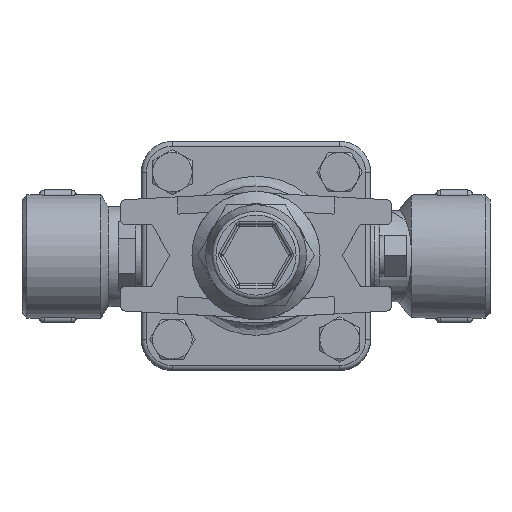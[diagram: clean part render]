
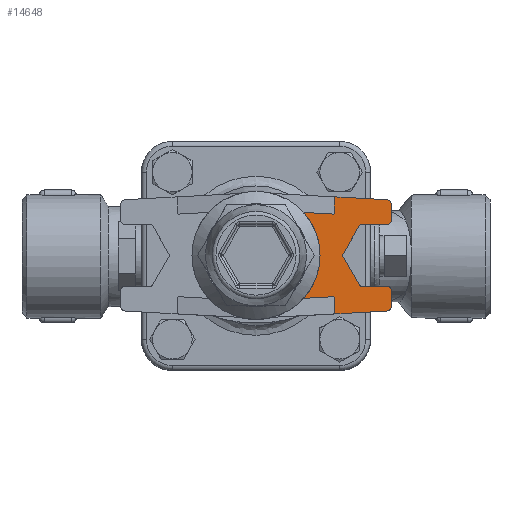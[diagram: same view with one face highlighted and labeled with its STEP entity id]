
A CAD part, top view. The second image highlights one B-rep face of the part: STEP entity #14648.
In plain terms, the highlighted planar face has unit normal (0, 0, 1).
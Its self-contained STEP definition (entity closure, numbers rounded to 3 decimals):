
#11663=CARTESIAN_POINT('',(19.285,-17.438,299.5));
#11664=VERTEX_POINT('',#11663);
#11671=CARTESIAN_POINT('',(19.285,17.438,299.5));
#11672=VERTEX_POINT('',#11671);
#11673=CARTESIAN_POINT('',(0.0,0.0,299.5));
#11674=DIRECTION('',(0.0,0.0,1.0));
#11675=DIRECTION('',(-1.0,0.0,0.0));
#11676=AXIS2_PLACEMENT_3D('',#11673,#11674,#11675);
#11677=CIRCLE('',#11676,26.0);
#11678=EDGE_CURVE('',#11664,#11672,#11677,.T.);
#14188=CARTESIAN_POINT('',(41.928,-12.,299.5));
#14189=VERTEX_POINT('',#14188);
#14190=CARTESIAN_POINT('',(42.794,-12.5,299.5));
#14191=VERTEX_POINT('',#14190);
#14192=CARTESIAN_POINT('',(42.794,-11.5,299.5));
#14193=DIRECTION('',(0.0,0.0,1.0));
#14194=DIRECTION('',(-0.5,-0.866,0.0));
#14195=AXIS2_PLACEMENT_3D('',#14192,#14193,#14194);
#14196=CIRCLE('',#14195,1.0);
#14197=EDGE_CURVE('',#14189,#14191,#14196,.T.);
#14221=CARTESIAN_POINT('',(53.0,-12.5,299.5));
#14222=VERTEX_POINT('',#14221);
#14223=CARTESIAN_POINT('',(42.794,-12.5,299.5));
#14224=DIRECTION('',(1.0,0.0,0.0));
#14225=VECTOR('',#14224,10.206);
#14226=LINE('',#14223,#14225);
#14227=EDGE_CURVE('',#14191,#14222,#14226,.T.);
#14349=CARTESIAN_POINT('',(35.289,0.5,299.5));
#14350=VERTEX_POINT('',#14349);
#14351=CARTESIAN_POINT('',(35.289,-0.5,299.5));
#14352=VERTEX_POINT('',#14351);
#14353=CARTESIAN_POINT('',(36.155,0.,299.5));
#14354=DIRECTION('',(0.0,0.0,1.0));
#14355=DIRECTION('',(-1.0,0.0,0.0));
#14356=AXIS2_PLACEMENT_3D('',#14353,#14354,#14355);
#14357=CIRCLE('',#14356,1.0);
#14358=EDGE_CURVE('',#14350,#14352,#14357,.T.);
#14384=CARTESIAN_POINT('',(35.289,-0.5,299.5));
#14385=DIRECTION('',(0.5,-0.866,0.0));
#14386=VECTOR('',#14385,13.279);
#14387=LINE('',#14384,#14386);
#14388=EDGE_CURVE('',#14352,#14189,#14387,.T.);
#14398=CARTESIAN_POINT('',(42.794,12.5,299.5));
#14399=VERTEX_POINT('',#14398);
#14400=CARTESIAN_POINT('',(41.928,12.,299.5));
#14401=VERTEX_POINT('',#14400);
#14402=CARTESIAN_POINT('',(42.794,11.5,299.5));
#14403=DIRECTION('',(0.0,0.0,1.0));
#14404=DIRECTION('',(-0.5,0.866,0.0));
#14405=AXIS2_PLACEMENT_3D('',#14402,#14403,#14404);
#14406=CIRCLE('',#14405,1.0);
#14407=EDGE_CURVE('',#14399,#14401,#14406,.T.);
#14433=CARTESIAN_POINT('',(35.289,0.5,299.5));
#14434=DIRECTION('',(0.5,0.866,0.0));
#14435=VECTOR('',#14434,13.279);
#14436=LINE('',#14433,#14435);
#14437=EDGE_CURVE('',#14350,#14401,#14436,.T.);
#14497=CARTESIAN_POINT('',(53.109,22.603,299.5));
#14498=VERTEX_POINT('',#14497);
#14505=CARTESIAN_POINT('',(55.0,20.606,299.5));
#14506=VERTEX_POINT('',#14505);
#14507=CARTESIAN_POINT('',(53.0,20.606,299.5));
#14508=DIRECTION('',(0.0,0.0,-1.0));
#14509=DIRECTION('',(0.726,0.688,0.0));
#14510=AXIS2_PLACEMENT_3D('',#14507,#14508,#14509);
#14511=CIRCLE('',#14510,2.0);
#14512=EDGE_CURVE('',#14498,#14506,#14511,.T.);
#14529=CARTESIAN_POINT('',(55.0,14.5,299.5));
#14530=VERTEX_POINT('',#14529);
#14531=CARTESIAN_POINT('',(55.0,14.5,299.5));
#14532=DIRECTION('',(0.0,1.0,0.0));
#14533=VECTOR('',#14532,6.106);
#14534=LINE('',#14531,#14533);
#14535=EDGE_CURVE('',#14530,#14506,#14534,.T.);
#14547=CARTESIAN_POINT('',(25.235,13.561,299.5));
#14548=DIRECTION('',(0.0,0.0,1.0));
#14549=DIRECTION('',(1.0,0.0,0.0));
#14550=AXIS2_PLACEMENT_3D('',#14547,#14548,#14549);
#14551=PLANE('',#14550);
#14552=ORIENTED_EDGE('',*,*,#14512,.F.);
#14553=CARTESIAN_POINT('',(32.034,23.753,299.5));
#14554=VERTEX_POINT('',#14553);
#14555=CARTESIAN_POINT('',(53.109,22.603,299.5));
#14556=DIRECTION('',(-0.999,0.054,0.0));
#14557=VECTOR('',#14556,21.106);
#14558=LINE('',#14555,#14557);
#14559=EDGE_CURVE('',#14498,#14554,#14558,.T.);
#14560=ORIENTED_EDGE('',*,*,#14559,.T.);
#14561=CARTESIAN_POINT('',(31.653,16.763,299.5));
#14562=VERTEX_POINT('',#14561);
#14563=CARTESIAN_POINT('',(32.034,23.753,299.5));
#14564=DIRECTION('',(-0.054,-0.999,0.0));
#14565=VECTOR('',#14564,7.);
#14566=LINE('',#14563,#14565);
#14567=EDGE_CURVE('',#14554,#14562,#14566,.T.);
#14568=ORIENTED_EDGE('',*,*,#14567,.T.);
#14569=CARTESIAN_POINT('',(31.653,16.763,299.5));
#14570=DIRECTION('',(-0.999,0.054,0.0));
#14571=VECTOR('',#14570,12.386);
#14572=LINE('',#14569,#14571);
#14573=EDGE_CURVE('',#14562,#11672,#14572,.T.);
#14574=ORIENTED_EDGE('',*,*,#14573,.T.);
#14575=ORIENTED_EDGE('',*,*,#11678,.F.);
#14576=CARTESIAN_POINT('',(31.653,-16.763,299.5));
#14577=VERTEX_POINT('',#14576);
#14578=CARTESIAN_POINT('',(19.285,-17.438,299.5));
#14579=DIRECTION('',(0.999,0.054,0.0));
#14580=VECTOR('',#14579,12.386);
#14581=LINE('',#14578,#14580);
#14582=EDGE_CURVE('',#11664,#14577,#14581,.T.);
#14583=ORIENTED_EDGE('',*,*,#14582,.T.);
#14584=CARTESIAN_POINT('',(32.034,-23.753,299.5));
#14585=VERTEX_POINT('',#14584);
#14586=CARTESIAN_POINT('',(31.653,-16.763,299.5));
#14587=DIRECTION('',(0.054,-0.999,0.0));
#14588=VECTOR('',#14587,7.);
#14589=LINE('',#14586,#14588);
#14590=EDGE_CURVE('',#14577,#14585,#14589,.T.);
#14591=ORIENTED_EDGE('',*,*,#14590,.T.);
#14592=CARTESIAN_POINT('',(53.109,-22.603,299.5));
#14593=VERTEX_POINT('',#14592);
#14594=CARTESIAN_POINT('',(53.109,-22.603,299.5));
#14595=DIRECTION('',(-0.999,-0.054,0.0));
#14596=VECTOR('',#14595,21.106);
#14597=LINE('',#14594,#14596);
#14598=EDGE_CURVE('',#14593,#14585,#14597,.T.);
#14599=ORIENTED_EDGE('',*,*,#14598,.F.);
#14600=CARTESIAN_POINT('',(55.0,-20.606,299.5));
#14601=VERTEX_POINT('',#14600);
#14602=CARTESIAN_POINT('',(53.,-20.606,299.5));
#14603=DIRECTION('',(0.0,0.0,-1.));
#14604=DIRECTION('',(0.726,-0.688,0.0));
#14605=AXIS2_PLACEMENT_3D('',#14602,#14603,#14604);
#14606=CIRCLE('',#14605,2.0);
#14607=EDGE_CURVE('',#14601,#14593,#14606,.T.);
#14608=ORIENTED_EDGE('',*,*,#14607,.F.);
#14609=CARTESIAN_POINT('',(55.0,-14.5,299.5));
#14610=VERTEX_POINT('',#14609);
#14611=CARTESIAN_POINT('',(55.0,-14.5,299.5));
#14612=DIRECTION('',(0.0,-1.0,0.0));
#14613=VECTOR('',#14612,6.106);
#14614=LINE('',#14611,#14613);
#14615=EDGE_CURVE('',#14610,#14601,#14614,.T.);
#14616=ORIENTED_EDGE('',*,*,#14615,.F.);
#14617=CARTESIAN_POINT('',(53.0,-14.5,299.5));
#14618=DIRECTION('',(0.0,0.0,-1.0));
#14619=DIRECTION('',(0.707,0.707,0.0));
#14620=AXIS2_PLACEMENT_3D('',#14617,#14618,#14619);
#14621=CIRCLE('',#14620,2.);
#14622=EDGE_CURVE('',#14222,#14610,#14621,.T.);
#14623=ORIENTED_EDGE('',*,*,#14622,.F.);
#14624=ORIENTED_EDGE('',*,*,#14227,.F.);
#14625=ORIENTED_EDGE('',*,*,#14197,.F.);
#14626=ORIENTED_EDGE('',*,*,#14388,.F.);
#14627=ORIENTED_EDGE('',*,*,#14358,.F.);
#14628=ORIENTED_EDGE('',*,*,#14437,.T.);
#14629=ORIENTED_EDGE('',*,*,#14407,.F.);
#14630=CARTESIAN_POINT('',(53.,12.5,299.5));
#14631=VERTEX_POINT('',#14630);
#14632=CARTESIAN_POINT('',(42.794,12.5,299.5));
#14633=DIRECTION('',(1.0,0.0,0.0));
#14634=VECTOR('',#14633,10.206);
#14635=LINE('',#14632,#14634);
#14636=EDGE_CURVE('',#14399,#14631,#14635,.T.);
#14637=ORIENTED_EDGE('',*,*,#14636,.T.);
#14638=CARTESIAN_POINT('',(53.,14.5,299.5));
#14639=DIRECTION('',(0.0,0.0,-1.0));
#14640=DIRECTION('',(0.707,-0.707,0.0));
#14641=AXIS2_PLACEMENT_3D('',#14638,#14639,#14640);
#14642=CIRCLE('',#14641,2.0);
#14643=EDGE_CURVE('',#14530,#14631,#14642,.T.);
#14644=ORIENTED_EDGE('',*,*,#14643,.F.);
#14645=ORIENTED_EDGE('',*,*,#14535,.T.);
#14646=EDGE_LOOP('',(#14552,#14560,#14568,#14574,#14575,#14583,#14591,#14599,#14608,#14616,#14623,#14624,#14625,#14626,#14627,#14628,#14629,#14637,#14644,#14645));
#14647=FACE_OUTER_BOUND('',#14646,.T.);
#14648=ADVANCED_FACE('',(#14647),#14551,.T.);
